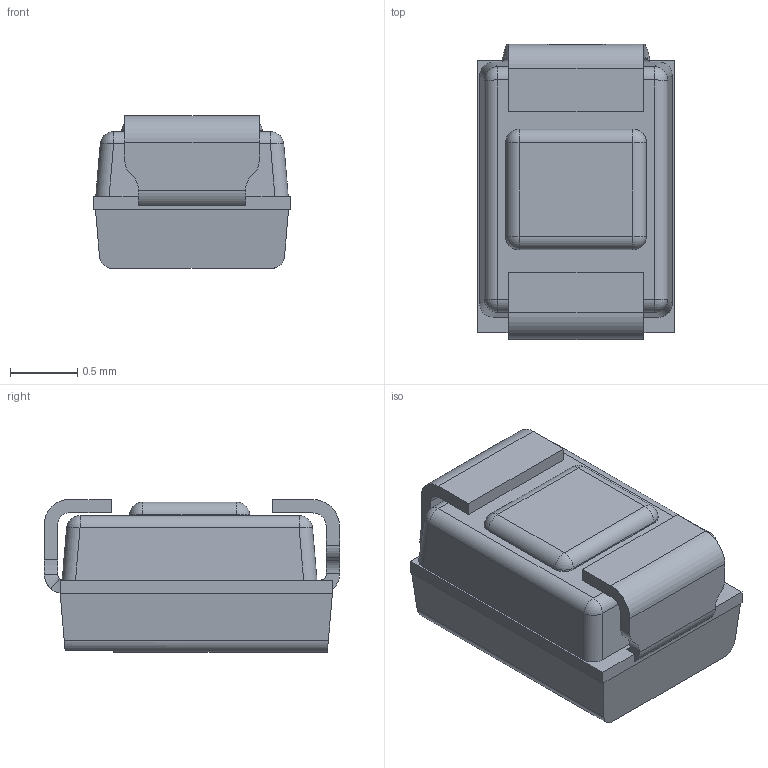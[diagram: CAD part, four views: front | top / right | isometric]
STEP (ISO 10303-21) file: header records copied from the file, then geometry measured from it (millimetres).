
FILE_DESCRIPTION(/* description */ (''),/* implementation_level */ '2;1');
FILE_NAME(/* name */ 'R__R180.stp',/* time_stamp */ '2016-06-16T08:56:10+02:00',/* author */ ('MATOUSEKR'),/* organization */ (''),/* preprocessor_version */ 'ST-DEVELOPER v16.1',/* originating_system */ 'Autodesk Inventor 2016',/* authorisation */ '');
FILE_SCHEMA (('AUTOMOTIVE_DESIGN { 1 0 10303 214 3 1 1 }'));
Length unit declared in the file: centimetre
Products named in the file (1): R__R180
Bounding box: 1.47 x 2.2 x 1.14 mm (x, y, z)
Volume: 3 mm3; surface area: 16 mm2
Topology: 1 solids, 1 shells, 100 faces, 267 edges, 164 vertices
Faces by surface type: plane 48, cylinder 36, sphere 8, bspline 8
Entity records: 4552 total; most frequent: CARTESIAN_POINT 1974, ORIENTED_EDGE 526, DIRECTION 487, EDGE_CURVE 263, VERTEX_POINT 164, AXIS2_PLACEMENT_3D 163, LINE 161, VECTOR 161
